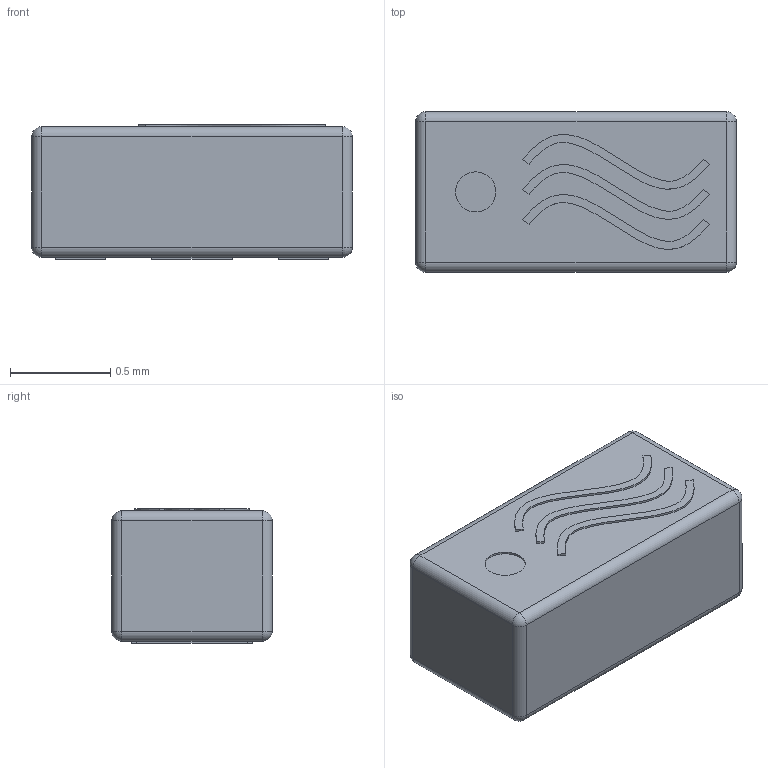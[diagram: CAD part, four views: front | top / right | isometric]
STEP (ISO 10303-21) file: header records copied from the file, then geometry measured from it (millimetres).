
FILE_DESCRIPTION (( 'STEP AP214' ), '1' );
FILE_NAME ('LFB185G42CGZE130.STEP', '2022-11-06T11:20:50', ( '' ), ( '' ), 'SwSTEP 2.0', 'SolidWorks 2022', '' );
FILE_SCHEMA (( 'AUTOMOTIVE_DESIGN' ));
Length unit declared in the file: millimetre
Products named in the file (1): LFB185G42CGZE130
Bounding box: 1.6 x 0.8 x 0.67 mm (x, y, z)
Volume: 0.8 mm3; surface area: 5.5 mm2
Topology: 1 solids, 1 shells, 59 faces, 134 edges, 76 vertices
Faces by surface type: plane 31, cylinder 14, sphere 8, bspline 6
Entity records: 2375 total; most frequent: CARTESIAN_POINT 1036, ORIENTED_EDGE 252, DIRECTION 238, EDGE_CURVE 126, AXIS2_PLACEMENT_3D 82, VERTEX_POINT 76, LINE 74, VECTOR 74
